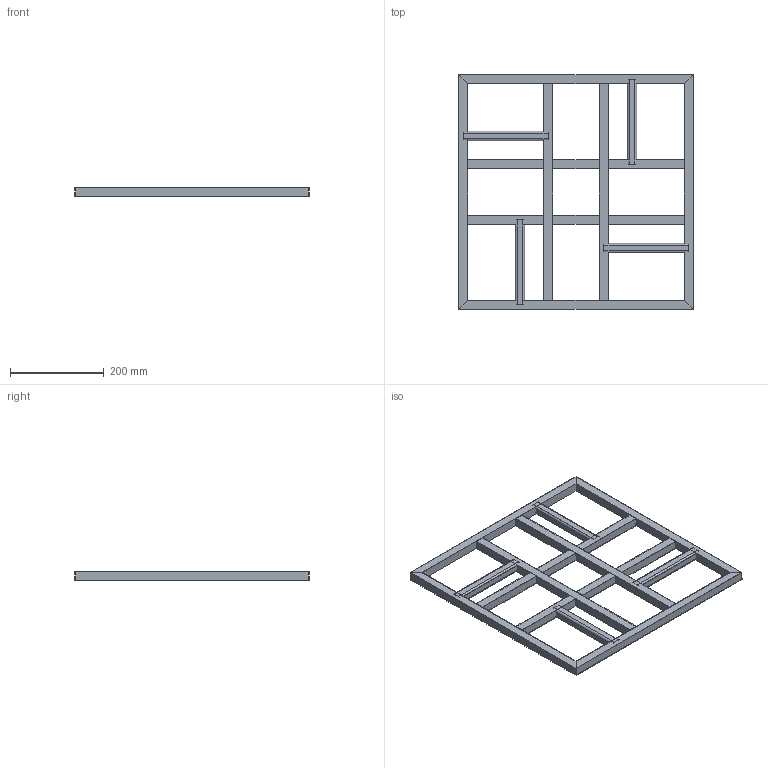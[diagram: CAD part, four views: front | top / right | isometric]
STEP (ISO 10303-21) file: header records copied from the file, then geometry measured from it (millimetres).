
FILE_DESCRIPTION (( 'STEP AP214' ), '1' );
FILE_NAME ('base9.STEP', '2022-06-17T03:35:09', ( '' ), ( '' ), 'SwSTEP 2.0', 'SolidWorks 2020', '' );
FILE_SCHEMA (( 'AUTOMOTIVE_DESIGN' ));
Length unit declared in the file: millimetre
Products named in the file (1): base9
Bounding box: 500 x 500 x 20 mm (x, y, z)
Volume: 363564.9 mm3; surface area: 633399.9 mm2
Topology: 16 solids, 16 shells, 192 faces, 480 edges, 320 vertices
Faces by surface type: plane 160, cylinder 32
Entity records: 5901 total; most frequent: CARTESIAN_POINT 993, ORIENTED_EDGE 960, DIRECTION 930, EDGE_CURVE 480, LINE 416, VECTOR 416, VERTEX_POINT 320, AXIS2_PLACEMENT_3D 257
